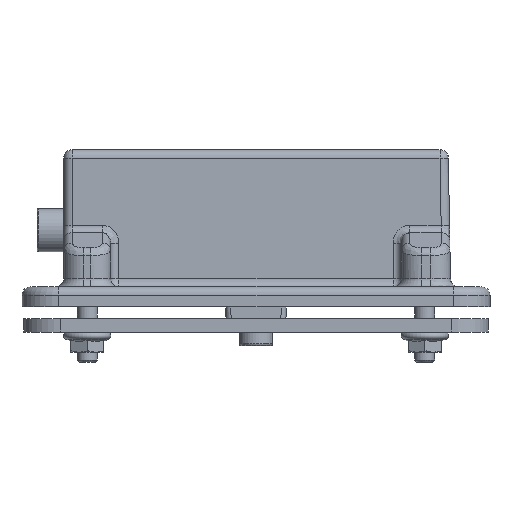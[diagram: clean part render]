
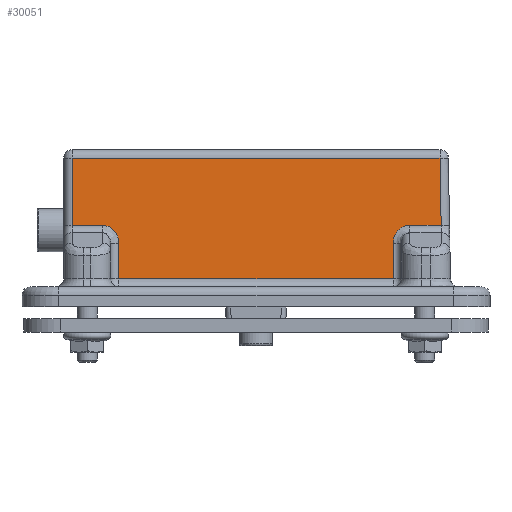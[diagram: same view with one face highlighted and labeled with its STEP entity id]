
A CAD part, left-side view. The second image highlights one B-rep face of the part: STEP entity #30051.
In plain terms, the highlighted planar face has unit normal (-1, 0, 0.018).
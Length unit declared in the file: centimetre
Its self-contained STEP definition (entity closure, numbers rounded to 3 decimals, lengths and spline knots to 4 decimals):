
#174=ELLIPSE('',#33551,0.5482,0.5);
#175=ELLIPSE('',#33552,0.5482,0.5);
#2272=FACE_OUTER_BOUND('',#4214,.T.);
#4214=EDGE_LOOP('',(#24657,#24658,#24659,#24660,#24661,#24662,#24663,#24664,
#24665,#24666));
#8120=LINE('',#52183,#10369);
#8136=LINE('',#52230,#10385);
#8137=LINE('',#52234,#10386);
#8138=LINE('',#52238,#10387);
#8139=LINE('',#52240,#10388);
#8140=LINE('',#52242,#10389);
#8141=LINE('',#52244,#10390);
#8142=LINE('',#52246,#10391);
#10369=VECTOR('',#42538,1.);
#10385=VECTOR('',#42592,1.);
#10386=VECTOR('',#42597,1.);
#10387=VECTOR('',#42600,1.);
#10388=VECTOR('',#42601,1.);
#10389=VECTOR('',#42602,1.);
#10390=VECTOR('',#42603,1.);
#10391=VECTOR('',#42604,1.);
#12678=VERTEX_POINT('',#52178);
#12679=VERTEX_POINT('',#52181);
#12691=VERTEX_POINT('',#52229);
#12692=VERTEX_POINT('',#52233);
#12693=VERTEX_POINT('',#52235);
#12694=VERTEX_POINT('',#52237);
#12695=VERTEX_POINT('',#52239);
#12696=VERTEX_POINT('',#52241);
#12697=VERTEX_POINT('',#52243);
#12698=VERTEX_POINT('',#52245);
#16686=EDGE_CURVE('',#12679,#12678,#8120,.T.);
#16709=EDGE_CURVE('',#12678,#12691,#8136,.T.);
#16711=EDGE_CURVE('',#12692,#12679,#8137,.T.);
#16712=EDGE_CURVE('',#12693,#12692,#174,.T.);
#16713=EDGE_CURVE('',#12694,#12693,#8138,.T.);
#16714=EDGE_CURVE('',#12695,#12694,#8139,.T.);
#16715=EDGE_CURVE('',#12696,#12695,#8140,.T.);
#16716=EDGE_CURVE('',#12697,#12696,#8141,.T.);
#16717=EDGE_CURVE('',#12698,#12697,#8142,.T.);
#16718=EDGE_CURVE('',#12691,#12698,#175,.T.);
#24657=ORIENTED_EDGE('',*,*,#16686,.F.);
#24658=ORIENTED_EDGE('',*,*,#16711,.F.);
#24659=ORIENTED_EDGE('',*,*,#16712,.F.);
#24660=ORIENTED_EDGE('',*,*,#16713,.F.);
#24661=ORIENTED_EDGE('',*,*,#16714,.F.);
#24662=ORIENTED_EDGE('',*,*,#16715,.F.);
#24663=ORIENTED_EDGE('',*,*,#16716,.F.);
#24664=ORIENTED_EDGE('',*,*,#16717,.F.);
#24665=ORIENTED_EDGE('',*,*,#16718,.F.);
#24666=ORIENTED_EDGE('',*,*,#16709,.F.);
#26816=PLANE('',#33550);
#30051=ADVANCED_FACE('',(#2272),#26816,.T.);
#33550=AXIS2_PLACEMENT_3D('',#52232,#42595,#42596);
#33551=AXIS2_PLACEMENT_3D('',#52236,#42598,#42599);
#33552=AXIS2_PLACEMENT_3D('',#52247,#42605,#42606);
#42538=DIRECTION('',(0.,1.,0.));
#42592=DIRECTION('',(0.017,0.,1.));
#42595=DIRECTION('center_axis',(-1.,0.,
0.017));
#42596=DIRECTION('ref_axis',(0.,1.,0.));
#42597=DIRECTION('',(-0.017,0.,-1.));
#42598=DIRECTION('center_axis',(-1.,0.,
0.017));
#42599=DIRECTION('ref_axis',(0.017,0.,1.));
#42600=DIRECTION('',(0.,1.,0.));
#42601=DIRECTION('',(-0.017,-0.017,-1.));
#42602=DIRECTION('',(0.,-1.,0.));
#42603=DIRECTION('',(0.017,0.,1.));
#42604=DIRECTION('',(0.,1.,0.));
#42605=DIRECTION('center_axis',(-1.,0.,
0.017));
#42606=DIRECTION('ref_axis',(0.017,0.,1.));
#52178=CARTESIAN_POINT('',(-9.0673,4.1,-3.4544));
#52181=CARTESIAN_POINT('',(-9.0673,-4.1,-3.4544));
#52183=CARTESIAN_POINT('',(-9.0673,-2.875,-3.4544));
#52229=CARTESIAN_POINT('',(-9.049,4.1,-2.4045));
#52230=CARTESIAN_POINT('',(-9.0358,4.1,-1.6494));
#52232=CARTESIAN_POINT('Origin',(-9.,-5.75,0.4));
#52233=CARTESIAN_POINT('',(-9.049,-4.1,-2.4045));
#52234=CARTESIAN_POINT('',(-9.0358,-4.1,-1.6494));
#52235=CARTESIAN_POINT('',(-9.0394,-4.6,-1.8564));
#52236=CARTESIAN_POINT('Origin',(-9.049,-4.6,-2.4045));
#52237=CARTESIAN_POINT('',(-9.0394,-5.5394,-1.8564));
#52238=CARTESIAN_POINT('',(-9.0394,-5.75,-1.8564));
#52239=CARTESIAN_POINT('',(-9.0043,-5.5043,0.1544));
#52240=CARTESIAN_POINT('',(-8.9973,-5.4974,0.5526));
#52241=CARTESIAN_POINT('',(-9.0043,5.5,0.1544));
#52242=CARTESIAN_POINT('',(-9.0043,-2.875,0.1544));
#52243=CARTESIAN_POINT('',(-9.0394,5.5,-1.8564));
#52244=CARTESIAN_POINT('',(-9.,5.5,0.4));
#52245=CARTESIAN_POINT('',(-9.0394,4.6,-1.8564));
#52246=CARTESIAN_POINT('',(-9.0394,0.,-1.8564));
#52247=CARTESIAN_POINT('Origin',(-9.049,4.6,-2.4045));
